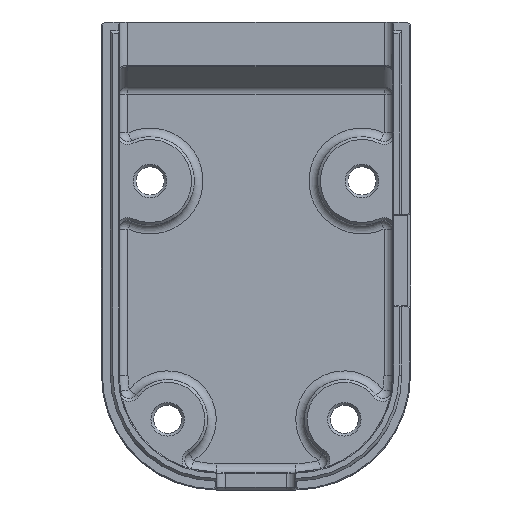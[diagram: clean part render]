
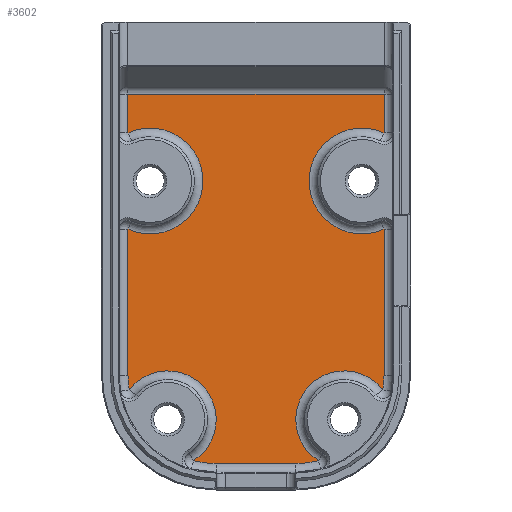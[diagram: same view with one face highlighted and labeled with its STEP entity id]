
A CAD part, top view. The second image highlights one B-rep face of the part: STEP entity #3602.
In plain terms, the highlighted planar face has unit normal (0, 0, 1).
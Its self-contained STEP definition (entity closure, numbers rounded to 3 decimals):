
#199=CIRCLE('',#3897,10.);
#213=CIRCLE('',#3919,10.);
#215=CIRCLE('',#3923,10.);
#223=CIRCLE('',#3934,10.);
#225=CIRCLE('',#3939,5.5);
#227=CIRCLE('',#3942,6.);
#229=CIRCLE('',#3948,5.5);
#231=CIRCLE('',#3954,6.);
#376=PLANE('',#3959);
#582=FACE_OUTER_BOUND('',#814,.T.);
#814=EDGE_LOOP('',(#3231,#3232,#3233,#3234,#3235,#3236,#3237,#3238,#3239,
#3240,#3241,#3242,#3243,#3244));
#1175=LINE('',#6707,#1469);
#1177=LINE('',#6719,#1471);
#1179=LINE('',#6743,#1473);
#1181=LINE('',#6759,#1475);
#1182=LINE('',#6779,#1476);
#1187=LINE('',#6798,#1481);
#1469=VECTOR('',#4761,10.);
#1471=VECTOR('',#4777,10.);
#1473=VECTOR('',#4811,10.);
#1475=VECTOR('',#4833,10.);
#1476=VECTOR('',#4862,10.);
#1481=VECTOR('',#4895,10.);
#1773=VERTEX_POINT('',#6691);
#1774=VERTEX_POINT('',#6695);
#1776=VERTEX_POINT('',#6701);
#1779=VERTEX_POINT('',#6713);
#1780=VERTEX_POINT('',#6717);
#1782=VERTEX_POINT('',#6724);
#1783=VERTEX_POINT('',#6731);
#1785=VERTEX_POINT('',#6737);
#1788=VERTEX_POINT('',#6749);
#1789=VERTEX_POINT('',#6753);
#1790=VERTEX_POINT('',#6757);
#1792=VERTEX_POINT('',#6765);
#1793=VERTEX_POINT('',#6769);
#1795=VERTEX_POINT('',#6775);
#2247=EDGE_CURVE('',#1776,#1773,#1175,.T.);
#2253=EDGE_CURVE('',#1774,#1780,#1177,.T.);
#2254=EDGE_CURVE('',#1780,#1779,#199,.T.);
#2265=EDGE_CURVE('',#1785,#1782,#1179,.T.);
#2271=EDGE_CURVE('',#1783,#1789,#213,.T.);
#2273=EDGE_CURVE('',#1789,#1790,#1181,.T.);
#2274=EDGE_CURVE('',#1790,#1788,#215,.T.);
#2282=EDGE_CURVE('',#1793,#1795,#223,.T.);
#2283=EDGE_CURVE('',#1795,#1792,#1182,.T.);
#2286=EDGE_CURVE('',#1788,#1793,#225,.T.);
#2288=EDGE_CURVE('',#1792,#1785,#227,.T.);
#2293=EDGE_CURVE('',#1779,#1783,#229,.T.);
#2294=EDGE_CURVE('',#1782,#1776,#1187,.T.);
#2299=EDGE_CURVE('',#1773,#1774,#231,.T.);
#3231=ORIENTED_EDGE('',*,*,#2282,.F.);
#3232=ORIENTED_EDGE('',*,*,#2286,.F.);
#3233=ORIENTED_EDGE('',*,*,#2274,.F.);
#3234=ORIENTED_EDGE('',*,*,#2273,.F.);
#3235=ORIENTED_EDGE('',*,*,#2271,.F.);
#3236=ORIENTED_EDGE('',*,*,#2293,.F.);
#3237=ORIENTED_EDGE('',*,*,#2254,.F.);
#3238=ORIENTED_EDGE('',*,*,#2253,.F.);
#3239=ORIENTED_EDGE('',*,*,#2299,.F.);
#3240=ORIENTED_EDGE('',*,*,#2247,.F.);
#3241=ORIENTED_EDGE('',*,*,#2294,.F.);
#3242=ORIENTED_EDGE('',*,*,#2265,.F.);
#3243=ORIENTED_EDGE('',*,*,#2288,.F.);
#3244=ORIENTED_EDGE('',*,*,#2283,.F.);
#3602=ADVANCED_FACE('',(#582),#376,.T.);
#3897=AXIS2_PLACEMENT_3D('',#6721,#4780,#4781);
#3919=AXIS2_PLACEMENT_3D('',#6755,#4827,#4828);
#3923=AXIS2_PLACEMENT_3D('',#6761,#4836,#4837);
#3934=AXIS2_PLACEMENT_3D('',#6777,#4858,#4859);
#3939=AXIS2_PLACEMENT_3D('',#6784,#4870,#4871);
#3942=AXIS2_PLACEMENT_3D('',#6787,#4876,#4877);
#3948=AXIS2_PLACEMENT_3D('',#6796,#4891,#4892);
#3954=AXIS2_PLACEMENT_3D('',#6806,#4907,#4908);
#3959=AXIS2_PLACEMENT_3D('',#6812,#4918,#4919);
#4761=DIRECTION('',(0.,-1.,0.));
#4777=DIRECTION('',(0.,-1.,0.));
#4780=DIRECTION('center_axis',(0.,0.,-1.));
#4781=DIRECTION('ref_axis',(0.977,-0.215,0.));
#4811=DIRECTION('',(0.,1.,0.));
#4827=DIRECTION('center_axis',(0.,0.,-1.));
#4828=DIRECTION('ref_axis',(0.261,-0.965,0.));
#4833=DIRECTION('',(-1.,0.,0.));
#4836=DIRECTION('center_axis',(0.,0.,-1.));
#4837=DIRECTION('ref_axis',(-0.261,-0.965,0.));
#4858=DIRECTION('center_axis',(0.,0.,-1.));
#4859=DIRECTION('ref_axis',(-0.977,-0.215,0.));
#4862=DIRECTION('',(0.,1.,0.));
#4870=DIRECTION('center_axis',(0.,0.,1.));
#4871=DIRECTION('ref_axis',(0.74,0.673,0.));
#4876=DIRECTION('center_axis',(0.,0.,1.));
#4877=DIRECTION('ref_axis',(1.,0.,0.));
#4891=DIRECTION('center_axis',(0.,0.,1.));
#4892=DIRECTION('ref_axis',(-0.74,0.673,0.));
#4895=DIRECTION('',(1.,0.,0.));
#4907=DIRECTION('center_axis',(0.,0.,1.));
#4908=DIRECTION('ref_axis',(-1.,0.,0.));
#4918=DIRECTION('center_axis',(0.,0.,1.));
#4919=DIRECTION('ref_axis',(1.,0.,0.));
#6691=CARTESIAN_POINT('',(14.5,9.454,0.));
#6695=CARTESIAN_POINT('',(14.5,-1.454,0.));
#6701=CARTESIAN_POINT('',(14.5,13.817,0.));
#6707=CARTESIAN_POINT('',(14.5,7.75,0.));
#6713=CARTESIAN_POINT('',(14.363,-19.651,0.));
#6717=CARTESIAN_POINT('',(14.5,-18.,0.));
#6719=CARTESIAN_POINT('',(14.5,7.75,0.));
#6721=CARTESIAN_POINT('Origin',(4.5,-18.,0.));
#6724=CARTESIAN_POINT('',(-14.5,13.817,0.));
#6731=CARTESIAN_POINT('',(7.081,-27.661,0.));
#6737=CARTESIAN_POINT('',(-14.5,9.454,0.));
#6743=CARTESIAN_POINT('',(-14.5,-11.25,0.));
#6749=CARTESIAN_POINT('',(-7.081,-27.661,0.));
#6753=CARTESIAN_POINT('',(4.5,-28.,0.));
#6755=CARTESIAN_POINT('Origin',(4.5,-18.,0.));
#6757=CARTESIAN_POINT('',(-4.5,-28.,0.));
#6759=CARTESIAN_POINT('',(2.25,-28.,0.));
#6761=CARTESIAN_POINT('Origin',(-4.5,-18.,0.));
#6765=CARTESIAN_POINT('',(-14.5,-1.454,0.));
#6769=CARTESIAN_POINT('',(-14.363,-19.651,0.));
#6775=CARTESIAN_POINT('',(-14.5,-18.,0.));
#6777=CARTESIAN_POINT('Origin',(-4.5,-18.,0.));
#6779=CARTESIAN_POINT('',(-14.5,-11.25,0.));
#6784=CARTESIAN_POINT('Origin',(-10.,-23.,0.));
#6787=CARTESIAN_POINT('Origin',(-12.,4.,0.));
#6796=CARTESIAN_POINT('Origin',(10.,-23.,0.));
#6798=CARTESIAN_POINT('',(0.,13.817,0.));
#6806=CARTESIAN_POINT('Origin',(12.,4.,0.));
#6812=CARTESIAN_POINT('Origin',(0.,-4.5,0.));
